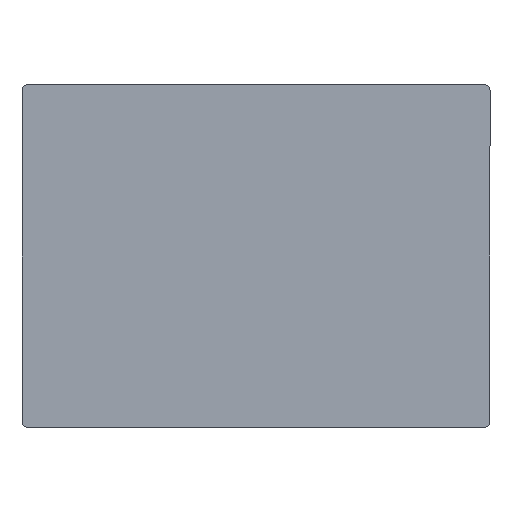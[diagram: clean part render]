
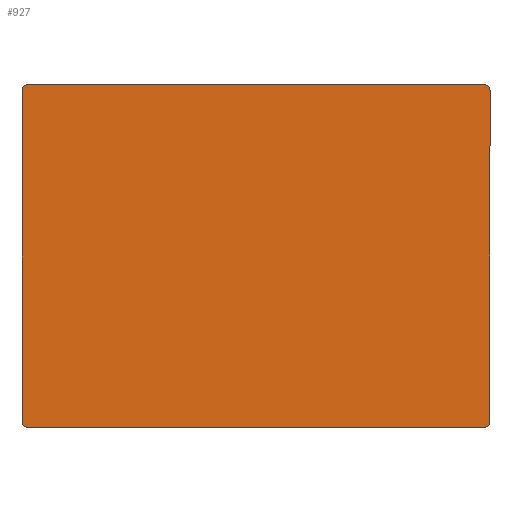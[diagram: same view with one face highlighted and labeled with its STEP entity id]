
A CAD part, left-side view. The second image highlights one B-rep face of the part: STEP entity #927.
In plain terms, the highlighted face is planar.
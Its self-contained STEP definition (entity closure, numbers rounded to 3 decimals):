
#115=FACE_OUTER_BOUND('',#180,.T.);
#180=EDGE_LOOP('',(#640,#641,#642,#643,#644,#645,#646,#647));
#251=LINE('',#1452,#308);
#252=LINE('',#1456,#309);
#253=LINE('',#1460,#310);
#254=LINE('',#1463,#311);
#308=VECTOR('',#1156,73.);
#309=VECTOR('',#1159,53.);
#310=VECTOR('',#1162,73.);
#311=VECTOR('',#1165,53.);
#365=CIRCLE('',#1031,1.);
#366=CIRCLE('',#1032,1.);
#367=CIRCLE('',#1033,1.);
#368=CIRCLE('',#1034,1.);
#420=VERTEX_POINT('',#1448);
#421=VERTEX_POINT('',#1449);
#422=VERTEX_POINT('',#1451);
#423=VERTEX_POINT('',#1453);
#424=VERTEX_POINT('',#1455);
#425=VERTEX_POINT('',#1457);
#426=VERTEX_POINT('',#1459);
#427=VERTEX_POINT('',#1461);
#503=EDGE_CURVE('',#420,#421,#365,.T.);
#504=EDGE_CURVE('',#422,#421,#251,.T.);
#505=EDGE_CURVE('',#422,#423,#366,.T.);
#506=EDGE_CURVE('',#424,#423,#252,.T.);
#507=EDGE_CURVE('',#424,#425,#367,.T.);
#508=EDGE_CURVE('',#426,#425,#253,.T.);
#509=EDGE_CURVE('',#426,#427,#368,.T.);
#510=EDGE_CURVE('',#420,#427,#254,.T.);
#640=ORIENTED_EDGE('',*,*,#503,.T.);
#641=ORIENTED_EDGE('',*,*,#504,.F.);
#642=ORIENTED_EDGE('',*,*,#505,.T.);
#643=ORIENTED_EDGE('',*,*,#506,.F.);
#644=ORIENTED_EDGE('',*,*,#507,.T.);
#645=ORIENTED_EDGE('',*,*,#508,.F.);
#646=ORIENTED_EDGE('',*,*,#509,.T.);
#647=ORIENTED_EDGE('',*,*,#510,.F.);
#909=PLANE('',#1030);
#927=ADVANCED_FACE('',(#115),#909,.F.);
#1030=AXIS2_PLACEMENT_3D('',#1447,#1152,#1153);
#1031=AXIS2_PLACEMENT_3D('',#1450,#1154,#1155);
#1032=AXIS2_PLACEMENT_3D('',#1454,#1157,#1158);
#1033=AXIS2_PLACEMENT_3D('',#1458,#1160,#1161);
#1034=AXIS2_PLACEMENT_3D('',#1462,#1163,#1164);
#1152=DIRECTION('center_axis',(0.,1.,0.));
#1153=DIRECTION('ref_axis',(1.,0.,0.));
#1154=DIRECTION('center_axis',(0.,-1.,0.));
#1155=DIRECTION('ref_axis',(-1.,0.,0.));
#1156=DIRECTION('',(-1.,0.,0.));
#1157=DIRECTION('center_axis',(0.,-1.,0.));
#1158=DIRECTION('ref_axis',(0.,0.,-1.));
#1159=DIRECTION('',(0.,0.,-1.));
#1160=DIRECTION('center_axis',(0.,-1.,0.));
#1161=DIRECTION('ref_axis',(1.,0.,0.));
#1162=DIRECTION('',(1.,0.,0.));
#1163=DIRECTION('center_axis',(0.,-1.,0.));
#1164=DIRECTION('ref_axis',(0.,0.,1.));
#1165=DIRECTION('',(0.,0.,1.));
#1447=CARTESIAN_POINT('Origin',(0.,0.,0.));
#1448=CARTESIAN_POINT('',(-37.5,0.,-26.5));
#1449=CARTESIAN_POINT('',(-36.5,0.,-27.5));
#1450=CARTESIAN_POINT('Origin',(-36.5,0.,-26.5));
#1451=CARTESIAN_POINT('',(36.5,0.,-27.5));
#1452=CARTESIAN_POINT('',(36.5,0.,-27.5));
#1453=CARTESIAN_POINT('',(37.5,0.,-26.5));
#1454=CARTESIAN_POINT('Origin',(36.5,0.,-26.5));
#1455=CARTESIAN_POINT('',(37.5,0.,26.5));
#1456=CARTESIAN_POINT('',(37.5,0.,26.5));
#1457=CARTESIAN_POINT('',(36.5,0.,27.5));
#1458=CARTESIAN_POINT('Origin',(36.5,0.,26.5));
#1459=CARTESIAN_POINT('',(-36.5,0.,27.5));
#1460=CARTESIAN_POINT('',(-36.5,0.,27.5));
#1461=CARTESIAN_POINT('',(-37.5,0.,26.5));
#1462=CARTESIAN_POINT('Origin',(-36.5,0.,26.5));
#1463=CARTESIAN_POINT('',(-37.5,0.,-26.5));
